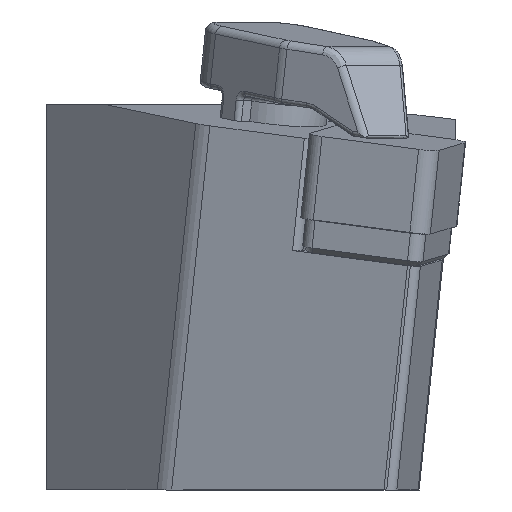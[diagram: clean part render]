
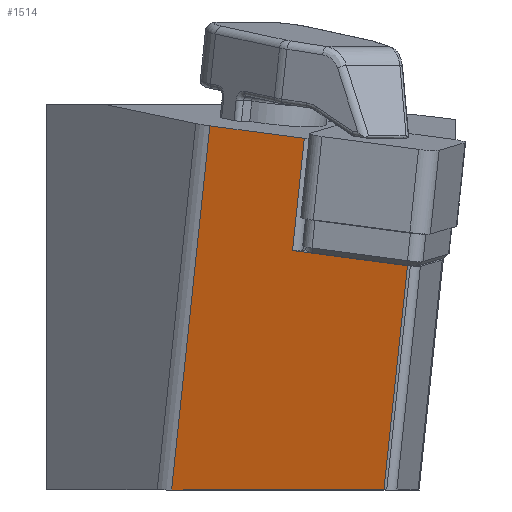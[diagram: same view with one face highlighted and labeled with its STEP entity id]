
A CAD part, left-side view. The second image highlights one B-rep face of the part: STEP entity #1514.
In plain terms, the highlighted planar face has unit normal (-0.963, 0.258, -0.075).
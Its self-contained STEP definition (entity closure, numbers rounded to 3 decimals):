
#196 = CARTESIAN_POINT ( 'NONE',  ( 5.005, -23.267, -9.361 ) ) ;
#228 = EDGE_CURVE ( 'NONE', #4790, #6488, #2360, .T. ) ;
#267 = CARTESIAN_POINT ( 'NONE',  ( 12.124, -3.248, -32. ) ) ;
#336 = DIRECTION ( 'NONE',  ( 0.105, 0.104, -0.989 ) ) ;
#504 = VECTOR ( 'NONE', #2398, 1000. ) ;
#533 = PLANE ( 'NONE',  #7707 ) ;
#570 = ORIENTED_EDGE ( 'NONE', *, *, #7238, .T. ) ;
#881 = LINE ( 'NONE', #2224, #5049 ) ;
#933 = CARTESIAN_POINT ( 'NONE',  ( 9.822, -11.838, -32. ) ) ;
#1096 = LINE ( 'NONE', #6185, #7648 ) ;
#1235 = VERTEX_POINT ( 'NONE', #933 ) ;
#1514 = ADVANCED_FACE ( 'NONE', ( #1702 ), #533, .F. ) ;
#1702 = FACE_OUTER_BOUND ( 'NONE', #1727, .T. ) ;
#1727 = EDGE_LOOP ( 'NONE', ( #570, #7906, #7995, #3460, #3260, #6919 ) ) ;
#2224 = CARTESIAN_POINT ( 'NONE',  ( -26.93, -63.114, 264.865 ) ) ;
#2360 = LINE ( 'NONE', #4372, #504 ) ;
#2398 = DIRECTION ( 'NONE',  ( 0.247, 0.961, 0.127 ) ) ;
#2921 = VERTEX_POINT ( 'NONE', #196 ) ;
#2954 = DIRECTION ( 'NONE',  ( 0.247, 0.961, 0.127 ) ) ;
#3260 = ORIENTED_EDGE ( 'NONE', *, *, #6763, .T. ) ;
#3323 = CARTESIAN_POINT ( 'NONE',  ( 6.184, -15.456, 2.427 ) ) ;
#3460 = ORIENTED_EDGE ( 'NONE', *, *, #7819, .T. ) ;
#3704 = DIRECTION ( 'NONE',  ( 0.963, -0.258, 0.075 ) ) ;
#3769 = EDGE_CURVE ( 'NONE', #7443, #4390, #881, .T. ) ;
#3858 = LINE ( 'NONE', #4325, #7222 ) ;
#4325 = CARTESIAN_POINT ( 'NONE',  ( -21.828, -43.315, 267.485 ) ) ;
#4372 = CARTESIAN_POINT ( 'NONE',  ( 9.403, -2.963, 4.081 ) ) ;
#4390 = VERTEX_POINT ( 'NONE', #7856 ) ;
#4562 = LINE ( 'NONE', #267, #4662 ) ;
#4573 = CARTESIAN_POINT ( 'NONE',  ( 3.884, -24.382, 1.246 ) ) ;
#4662 = VECTOR ( 'NONE', #5258, 1000. ) ;
#4790 = VERTEX_POINT ( 'NONE', #4573 ) ;
#5049 = VECTOR ( 'NONE', #336, 1000. ) ;
#5258 = DIRECTION ( 'NONE',  ( -0.259, -0.966, 0. ) ) ;
#5402 = DIRECTION ( 'NONE',  ( -0.105, -0.104, 0.989 ) ) ;
#5655 = DIRECTION ( 'NONE',  ( 0.259, 0.966, 0. ) ) ;
#5865 = LINE ( 'NONE', #7988, #6962 ) ;
#6156 = DIRECTION ( 'NONE',  ( 0.105, 0.104, -0.989 ) ) ;
#6185 = CARTESIAN_POINT ( 'NONE',  ( 7.305, -14.341, -8.179 ) ) ;
#6258 = EDGE_CURVE ( 'NONE', #2921, #4790, #5865, .T. ) ;
#6488 = VERTEX_POINT ( 'NONE', #3323 ) ;
#6763 = EDGE_CURVE ( 'NONE', #1235, #4390, #4562, .T. ) ;
#6919 = ORIENTED_EDGE ( 'NONE', *, *, #3769, .F. ) ;
#6962 = VECTOR ( 'NONE', #5402, 1000. ) ;
#7097 = CARTESIAN_POINT ( 'NONE',  ( 2.203, -34.141, -10.8 ) ) ;
#7222 = VECTOR ( 'NONE', #6156, 1000. ) ;
#7238 = EDGE_CURVE ( 'NONE', #7443, #2921, #1096, .T. ) ;
#7443 = VERTEX_POINT ( 'NONE', #7097 ) ;
#7648 = VECTOR ( 'NONE', #2954, 1000. ) ;
#7707 = AXIS2_PLACEMENT_3D ( 'NONE', #8174, #3704, #5655 ) ;
#7819 = EDGE_CURVE ( 'NONE', #6488, #1235, #3858, .T. ) ;
#7856 = CARTESIAN_POINT ( 'NONE',  ( 4.444, -31.912, -32. ) ) ;
#7906 = ORIENTED_EDGE ( 'NONE', *, *, #6258, .T. ) ;
#7988 = CARTESIAN_POINT ( 'NONE',  ( 3.35, -24.913, 6.302 ) ) ;
#7995 = ORIENTED_EDGE ( 'NONE', *, *, #228, .T. ) ;
#8174 = CARTESIAN_POINT ( 'NONE',  ( -21.828, -43.315, 267.485 ) ) ;
